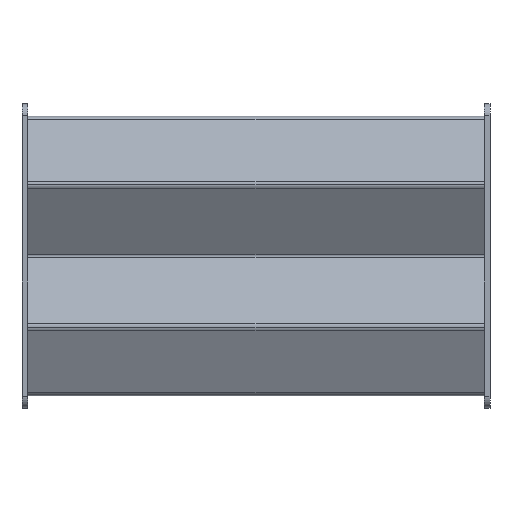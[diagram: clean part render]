
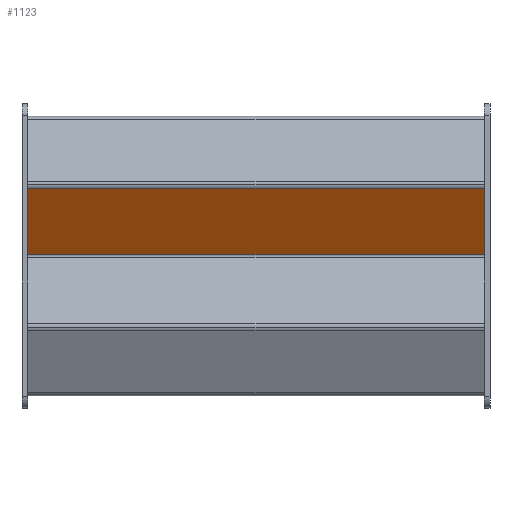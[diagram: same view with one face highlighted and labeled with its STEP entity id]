
A CAD part, top view. The second image highlights one B-rep face of the part: STEP entity #1123.
In plain terms, the highlighted planar face has unit normal (0, -0.545, 0.839).
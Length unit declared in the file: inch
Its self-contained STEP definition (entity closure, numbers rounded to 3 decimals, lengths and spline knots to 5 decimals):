
#11 = CARTESIAN_POINT ( 'NONE',  ( -9.75, 3.03121, 1.96849 ) ) ;
#49 = DIRECTION ( 'NONE',  ( 0., -0.839, -0.545 ) ) ;
#84 = CARTESIAN_POINT ( 'NONE',  ( 9.75, 2.89757, 1.88171 ) ) ;
#137 = VECTOR ( 'NONE', #1795, 39.37008 ) ;
#163 = FACE_OUTER_BOUND ( 'NONE', #311, .T. ) ;
#253 = EDGE_CURVE ( 'NONE', #342, #894, #1098, .T. ) ;
#262 = LINE ( 'NONE', #84, #1587 ) ;
#311 = EDGE_LOOP ( 'NONE', ( #799, #889, #1570, #1597 ) ) ;
#342 = VERTEX_POINT ( 'NONE', #1709 ) ;
#344 = PLANE ( 'NONE',  #2182 ) ;
#437 = EDGE_CURVE ( 'NONE', #342, #2165, #262, .T. ) ;
#542 = LINE ( 'NONE', #2181, #1626 ) ;
#799 = ORIENTED_EDGE ( 'NONE', *, *, #2103, .T. ) ;
#838 = CARTESIAN_POINT ( 'NONE',  ( 9.75, 0.08496, 0.05518 ) ) ;
#889 = ORIENTED_EDGE ( 'NONE', *, *, #1465, .F. ) ;
#894 = VERTEX_POINT ( 'NONE', #838 ) ;
#1002 = VERTEX_POINT ( 'NONE', #1178 ) ;
#1098 = LINE ( 'NONE', #1253, #1133 ) ;
#1116 = DIRECTION ( 'NONE',  ( -1., 0., 0. ) ) ;
#1123 = ADVANCED_FACE ( 'NONE', ( #163 ), #344, .F. ) ;
#1133 = VECTOR ( 'NONE', #49, 39.37008 ) ;
#1178 = CARTESIAN_POINT ( 'NONE',  ( -9.75, 0.08496, 0.05518 ) ) ;
#1243 = DIRECTION ( 'NONE',  ( 0., 0.545, -0.839 ) ) ;
#1253 = CARTESIAN_POINT ( 'NONE',  ( 9.75, 3.03121, 1.96849 ) ) ;
#1387 = DIRECTION ( 'NONE',  ( -1., 0., 0. ) ) ;
#1465 = EDGE_CURVE ( 'NONE', #894, #1002, #542, .T. ) ;
#1570 = ORIENTED_EDGE ( 'NONE', *, *, #253, .F. ) ;
#1587 = VECTOR ( 'NONE', #1387, 39.37008 ) ;
#1597 = ORIENTED_EDGE ( 'NONE', *, *, #437, .T. ) ;
#1626 = VECTOR ( 'NONE', #1116, 39.37008 ) ;
#1709 = CARTESIAN_POINT ( 'NONE',  ( 9.75, 2.89757, 1.88171 ) ) ;
#1795 = DIRECTION ( 'NONE',  ( 0., -0.839, -0.545 ) ) ;
#1806 = CARTESIAN_POINT ( 'NONE',  ( -9.75, 2.89757, 1.88171 ) ) ;
#1956 = DIRECTION ( 'NONE',  ( 0., 0.839, 0.545 ) ) ;
#2103 = EDGE_CURVE ( 'NONE', #2165, #1002, #2175, .T. ) ;
#2136 = CARTESIAN_POINT ( 'NONE',  ( 9.75, 3.03121, 1.96849 ) ) ;
#2165 = VERTEX_POINT ( 'NONE', #1806 ) ;
#2175 = LINE ( 'NONE', #11, #137 ) ;
#2181 = CARTESIAN_POINT ( 'NONE',  ( 9.75, 0.08496, 0.05518 ) ) ;
#2182 = AXIS2_PLACEMENT_3D ( 'NONE', #2136, #1243, #1956 ) ;
